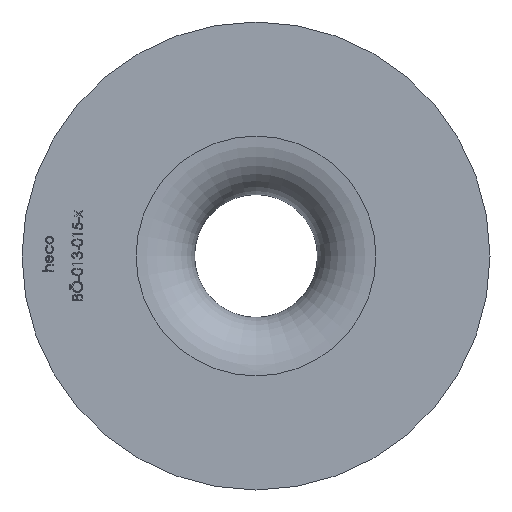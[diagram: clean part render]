
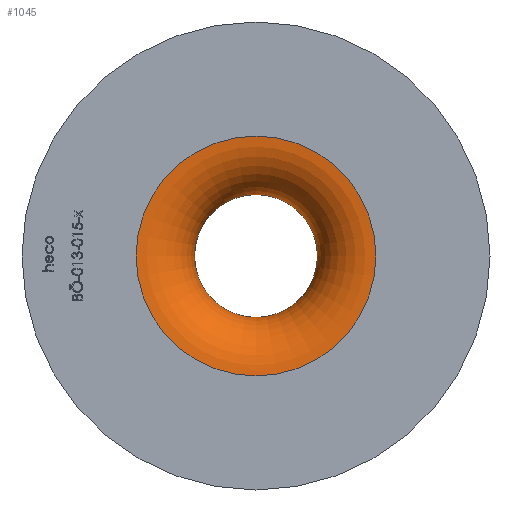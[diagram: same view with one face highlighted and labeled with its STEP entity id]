
A CAD part, left-side view. The second image highlights one B-rep face of the part: STEP entity #1045.
In plain terms, the highlighted toroidal (fillet/blend) face has major radius 10.25 mm and minor radius 5 mm.
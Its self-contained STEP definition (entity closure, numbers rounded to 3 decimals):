
#179 = DIRECTION ( 'NONE',  ( 1., 0., 0. ) ) ;
#309 = FACE_OUTER_BOUND ( 'NONE', #1316, .T. ) ;
#1045 = ADVANCED_FACE ( 'NONE', ( #309, #8109 ), #5488, .T. ) ;
#1181 = VERTEX_POINT ( 'NONE', #9928 ) ;
#1316 = EDGE_LOOP ( 'NONE', ( #9674 ) ) ;
#2865 = ORIENTED_EDGE ( 'NONE', *, *, #9307, .F. ) ;
#3648 = DIRECTION ( 'NONE',  ( 1., 0., 0. ) ) ;
#4514 = CIRCLE ( 'NONE', #11534, 10.25 ) ;
#4594 = DIRECTION ( 'NONE',  ( 0., 0., -1. ) ) ;
#5119 = EDGE_CURVE ( 'NONE', #6664, #6664, #4514, .T. ) ;
#5488 = TOROIDAL_SURFACE ( 'NONE', #11082, 10.25, 5. ) ;
#5708 = CARTESIAN_POINT ( 'NONE',  ( 0., 0., 0. ) ) ;
#6664 = VERTEX_POINT ( 'NONE', #12310 ) ;
#7037 = AXIS2_PLACEMENT_3D ( 'NONE', #8841, #13348, #8705 ) ;
#8109 = FACE_OUTER_BOUND ( 'NONE', #9430, .T. ) ;
#8705 = DIRECTION ( 'NONE',  ( 0., 0., -1. ) ) ;
#8841 = CARTESIAN_POINT ( 'NONE',  ( 5., 0., 0. ) ) ;
#9307 = EDGE_CURVE ( 'NONE', #1181, #1181, #10275, .T. ) ;
#9430 = EDGE_LOOP ( 'NONE', ( #2865 ) ) ;
#9674 = ORIENTED_EDGE ( 'NONE', *, *, #5119, .F. ) ;
#9928 = CARTESIAN_POINT ( 'NONE',  ( 5., 0., -5.25 ) ) ;
#10275 = CIRCLE ( 'NONE', #7037, 5.25 ) ;
#11082 = AXIS2_PLACEMENT_3D ( 'NONE', #13700, #3648, #12594 ) ;
#11534 = AXIS2_PLACEMENT_3D ( 'NONE', #5708, #179, #4594 ) ;
#12310 = CARTESIAN_POINT ( 'NONE',  ( 0., 0., -10.25 ) ) ;
#12594 = DIRECTION ( 'NONE',  ( 0., 0., -1. ) ) ;
#13348 = DIRECTION ( 'NONE',  ( -1., 0., 0. ) ) ;
#13700 = CARTESIAN_POINT ( 'NONE',  ( 5., 0., 0. ) ) ;
